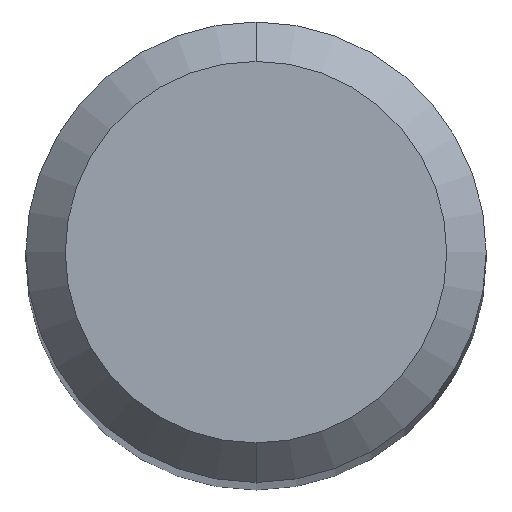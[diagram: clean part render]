
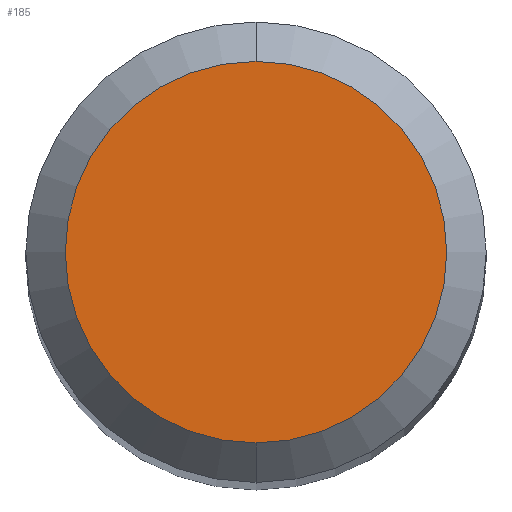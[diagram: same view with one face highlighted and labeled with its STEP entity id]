
A CAD part, top view. The second image highlights one B-rep face of the part: STEP entity #185.
In plain terms, the highlighted planar face has unit normal (0, 0, 1).
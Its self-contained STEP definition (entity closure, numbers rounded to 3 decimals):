
#143=EDGE_CURVE('',#181,#261,#374,.T.);
#181=VERTEX_POINT('',#417);
#185=ADVANCED_FACE('',(#421),#422,.T.);
#261=VERTEX_POINT('',#508);
#319=EDGE_CURVE('',#261,#181,#570,.T.);
#374=CIRCLE('',#627,1.45);
#417=CARTESIAN_POINT('',(0.0,1.45,0.0));
#421=FACE_OUTER_BOUND('',#690,.T.);
#422=PLANE('',#691);
#508=CARTESIAN_POINT('',(0.,-1.45,0.0));
#570=CIRCLE('',#882,1.45);
#627=AXIS2_PLACEMENT_3D('',#934,#935,#936);
#690=EDGE_LOOP('',(#996,#997));
#691=AXIS2_PLACEMENT_3D('',#998,#999,#1000);
#882=AXIS2_PLACEMENT_3D('',#1164,#1165,#1166);
#934=CARTESIAN_POINT('',(0.0,0.0,0.0));
#935=DIRECTION('',(0.0,0.0,-1.0));
#936=DIRECTION('',(0.0,1.0,0.0));
#996=ORIENTED_EDGE('',*,*,#143,.F.);
#997=ORIENTED_EDGE('',*,*,#319,.F.);
#998=CARTESIAN_POINT('',(0.0,0.725,0.0));
#999=DIRECTION('',(-0.0,0.0,1.0));
#1000=DIRECTION('',(0.0,-1.0,0.0));
#1164=CARTESIAN_POINT('',(0.0,0.0,0.0));
#1165=DIRECTION('',(0.0,0.0,-1.0));
#1166=DIRECTION('',(0.0,1.0,0.0));
